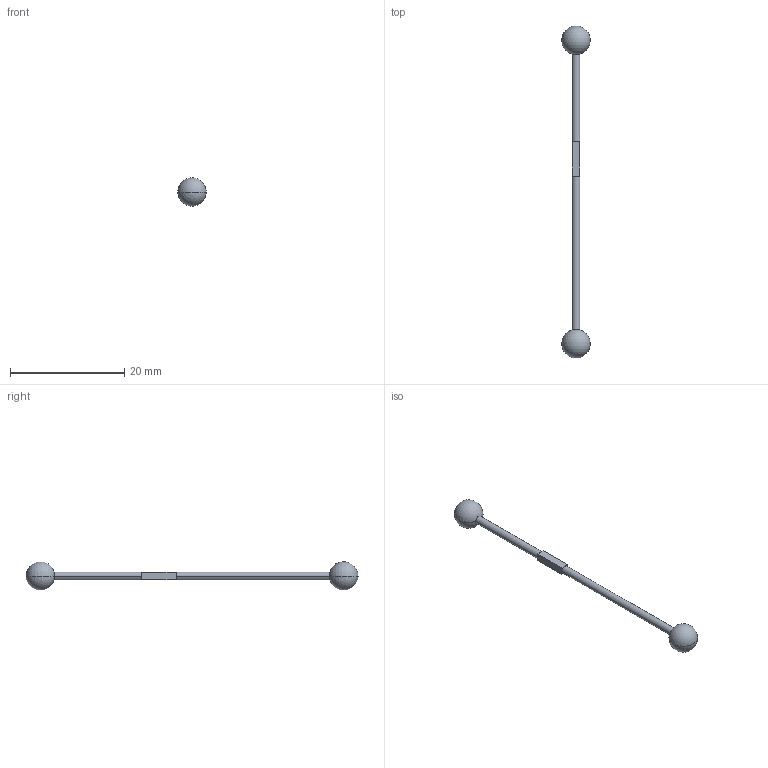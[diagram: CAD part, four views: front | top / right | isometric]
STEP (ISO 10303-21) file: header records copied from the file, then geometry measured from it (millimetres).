
FILE_DESCRIPTION((''),'2;1');
FILE_NAME('SQUARECONNECTINGROD','2019-08-25T13:03:23',('Chris'),(''),'CREO PARAMETRIC BY PTC INC, 2018500','CREO PARAMETRIC BY PTC INC, 2018500','');
FILE_SCHEMA(('CONFIG_CONTROL_DESIGN'));
Length unit declared in the file: millimetre
Products named in the file (1): SQUARECONNECTINGROD
Bounding box: 4.99 x 58 x 4.98 mm (x, y, z)
Volume: 206.3 mm3; surface area: 372.3 mm2
Topology: 1 solids, 1 shells, 20 faces, 44 edges, 22 vertices
Faces by surface type: plane 12, sphere 4, cylinder 4
Entity records: 546 total; most frequent: DIRECTION 96, CARTESIAN_POINT 82, ORIENTED_EDGE 80, EDGE_CURVE 40, AXIS2_PLACEMENT_3D 36, VECTOR 24, LINE 24, VERTEX_POINT 22
